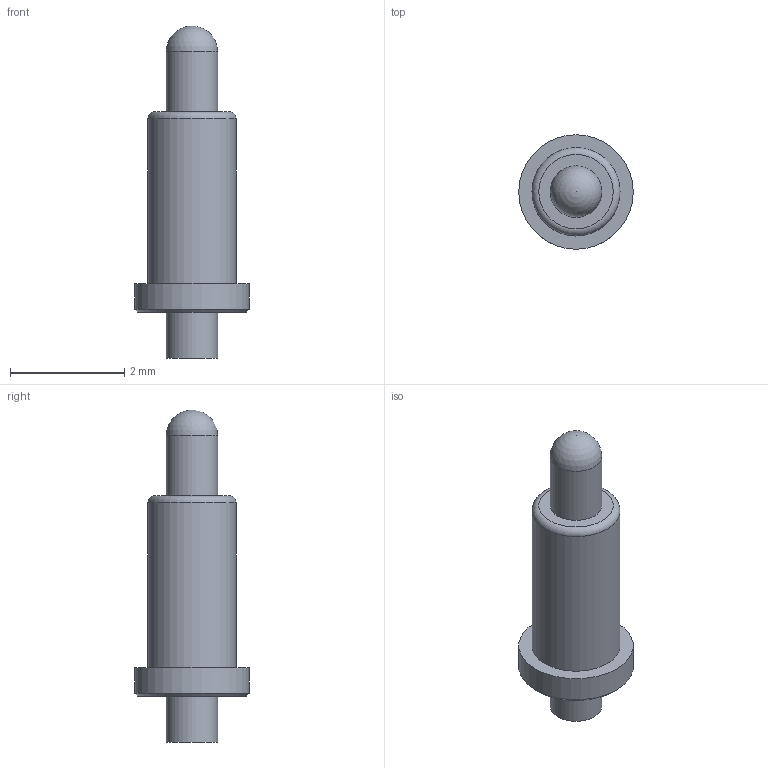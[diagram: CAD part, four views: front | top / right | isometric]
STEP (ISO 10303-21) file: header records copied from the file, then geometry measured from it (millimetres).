
FILE_DESCRIPTION(/* description */ (''),/* implementation_level */ '2;1');
FILE_NAME(/* name */ 'YZ85915058P-04.step',/* time_stamp */ '2024-01-27T13:43:29Z',/* author */ (''),/* organization */ (''),/* preprocessor_version */ 'ST-DEVELOPER v20',/* originating_system */ 'Autodesk Translation Framework v12.14.0.127',/* authorisation */ '');
FILE_SCHEMA (('AUTOMOTIVE_DESIGN { 1 0 10303 214 3 1 1 }'));
Length unit declared in the file: millimetre
Products named in the file (1): YZ85915058P-04
Bounding box: 2 x 2 x 5.8 mm (x, y, z)
Volume: 8.5 mm3; surface area: 29.4 mm2
Topology: 1 solids, 1 shells, 11 faces, 19 edges, 12 vertices
Faces by surface type: plane 4, cylinder 4, cone 1, torus 1, sphere 1
Full cylindrical faces by diameter (mm): 0.9 x2, 1.54 x1, 2 x1
Entity records: 305 total; most frequent: DIRECTION 55, CARTESIAN_POINT 42, ORIENTED_EDGE 36, AXIS2_PLACEMENT_3D 25, EDGE_CURVE 18, EDGE_LOOP 14, CIRCLE 13, VERTEX_POINT 12
